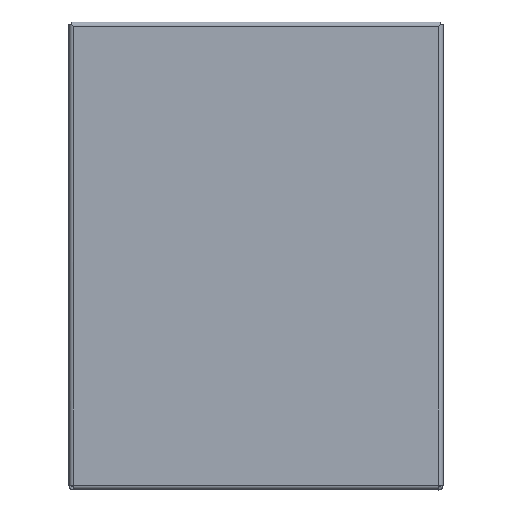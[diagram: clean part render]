
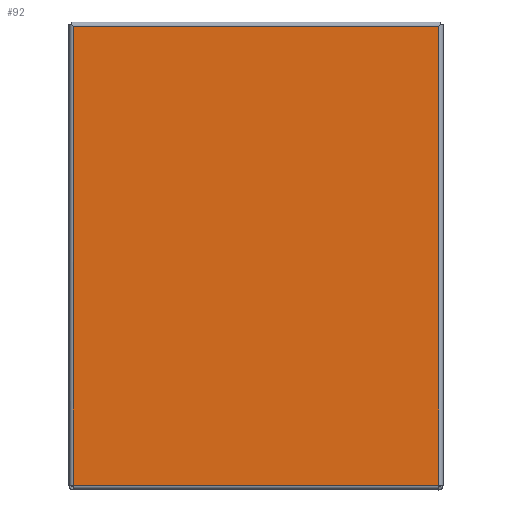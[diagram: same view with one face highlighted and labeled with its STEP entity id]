
A CAD part, top view. The second image highlights one B-rep face of the part: STEP entity #92.
In plain terms, the highlighted planar face has unit normal (0, 0, 1).
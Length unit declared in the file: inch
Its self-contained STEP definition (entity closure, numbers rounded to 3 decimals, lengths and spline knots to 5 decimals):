
#92 = ADVANCED_FACE ( 'NONE', ( #2497 ), #633, .T. ) ;
#161 = DIRECTION ( 'NONE',  ( 0., 1., 0. ) ) ;
#201 = VERTEX_POINT ( 'NONE', #634 ) ;
#243 = LINE ( 'NONE', #1583, #487 ) ;
#267 = EDGE_CURVE ( 'NONE', #1086, #1417, #1782, .T. ) ;
#339 = CARTESIAN_POINT ( 'NONE',  ( 0.143, 0.048, 8. ) ) ;
#401 = CARTESIAN_POINT ( 'NONE',  ( 11.857, 0.048, 8. ) ) ;
#469 = VERTEX_POINT ( 'NONE', #339 ) ;
#487 = VECTOR ( 'NONE', #1784, 39.37008 ) ;
#528 = CARTESIAN_POINT ( 'NONE',  ( 0.143, 14.762, 8. ) ) ;
#537 = LINE ( 'NONE', #528, #2112 ) ;
#609 = DIRECTION ( 'NONE',  ( 0., 0., 1. ) ) ;
#633 = PLANE ( 'NONE',  #1002 ) ;
#634 = CARTESIAN_POINT ( 'NONE',  ( 11.857, 0.048, 8. ) ) ;
#800 = ORIENTED_EDGE ( 'NONE', *, *, #1720, .F. ) ;
#810 = LINE ( 'NONE', #401, #2352 ) ;
#836 = CARTESIAN_POINT ( 'NONE',  ( 0.143, 14.762, 8. ) ) ;
#1002 = AXIS2_PLACEMENT_3D ( 'NONE', #1605, #609, #1413 ) ;
#1086 = VERTEX_POINT ( 'NONE', #1800 ) ;
#1109 = ORIENTED_EDGE ( 'NONE', *, *, #267, .F. ) ;
#1141 = ORIENTED_EDGE ( 'NONE', *, *, #1166, .F. ) ;
#1166 = EDGE_CURVE ( 'NONE', #1417, #201, #810, .T. ) ;
#1413 = DIRECTION ( 'NONE',  ( 1., 0., 0. ) ) ;
#1417 = VERTEX_POINT ( 'NONE', #2162 ) ;
#1527 = VECTOR ( 'NONE', #1835, 39.37008 ) ;
#1583 = CARTESIAN_POINT ( 'NONE',  ( 0.143, 0.048, 8. ) ) ;
#1605 = CARTESIAN_POINT ( 'NONE',  ( 0., 0., 8. ) ) ;
#1720 = EDGE_CURVE ( 'NONE', #201, #469, #243, .T. ) ;
#1782 = LINE ( 'NONE', #836, #1527 ) ;
#1784 = DIRECTION ( 'NONE',  ( -1., 0., 0. ) ) ;
#1800 = CARTESIAN_POINT ( 'NONE',  ( 0.143, 14.762, 8. ) ) ;
#1832 = ORIENTED_EDGE ( 'NONE', *, *, #2119, .F. ) ;
#1835 = DIRECTION ( 'NONE',  ( 1., 0., 0. ) ) ;
#2112 = VECTOR ( 'NONE', #161, 39.37008 ) ;
#2119 = EDGE_CURVE ( 'NONE', #469, #1086, #537, .T. ) ;
#2162 = CARTESIAN_POINT ( 'NONE',  ( 11.857, 14.762, 8. ) ) ;
#2352 = VECTOR ( 'NONE', #2391, 39.37008 ) ;
#2379 = EDGE_LOOP ( 'NONE', ( #1141, #1109, #1832, #800 ) ) ;
#2391 = DIRECTION ( 'NONE',  ( 0., -1., 0. ) ) ;
#2497 = FACE_OUTER_BOUND ( 'NONE', #2379, .T. ) ;
